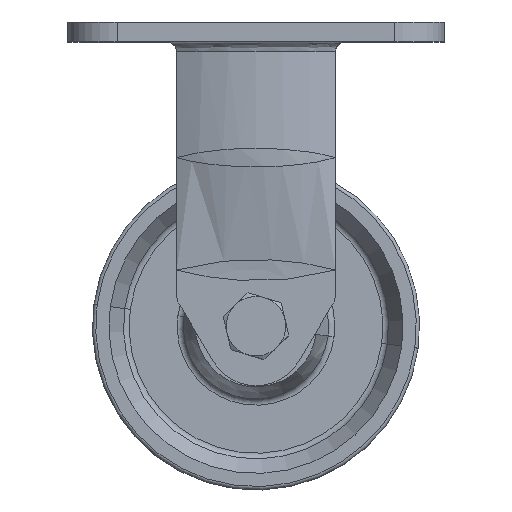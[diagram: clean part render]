
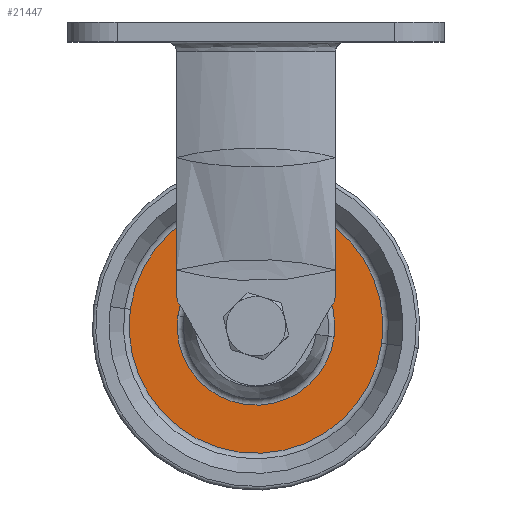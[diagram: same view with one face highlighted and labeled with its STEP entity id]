
A CAD part, top view. The second image highlights one B-rep face of the part: STEP entity #21447.
In plain terms, the highlighted planar face has unit normal (0, 0, 1).
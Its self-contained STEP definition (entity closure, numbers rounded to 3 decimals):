
#2147 = EDGE_CURVE ( 'NONE', #20667, #6700, #4928, .T. ) ;
#2816 = CIRCLE ( 'NONE', #2914, 38.392 ) ;
#2914 = AXIS2_PLACEMENT_3D ( 'NONE', #10963, #7012, #14767 ) ;
#3736 = EDGE_CURVE ( 'NONE', #6700, #20667, #2816, .T. ) ;
#4928 = CIRCLE ( 'NONE', #12265, 38.392 ) ;
#5758 = CIRCLE ( 'NONE', #16254, 23.854 ) ;
#5759 = DIRECTION ( 'NONE',  ( 0.991, -0.134, 0. ) ) ;
#6559 = EDGE_CURVE ( 'NONE', #6994, #11142, #5758, .T. ) ;
#6573 = CARTESIAN_POINT ( 'NONE',  ( -41.4, -32.799, 28.992 ) ) ;
#6700 = VERTEX_POINT ( 'NONE', #20168 ) ;
#6936 = DIRECTION ( 'NONE',  ( 0., 0., 1. ) ) ;
#6994 = VERTEX_POINT ( 'NONE', #19058 ) ;
#7012 = DIRECTION ( 'NONE',  ( 0., 0., 1. ) ) ;
#7125 = PLANE ( 'NONE',  #14843 ) ;
#7842 = CARTESIAN_POINT ( 'NONE',  ( -41.4, -32.799, 28.992 ) ) ;
#8115 = ORIENTED_EDGE ( 'NONE', *, *, #9832, .F. ) ;
#9739 = FACE_OUTER_BOUND ( 'NONE', #12442, .T. ) ;
#9745 = DIRECTION ( 'NONE',  ( 0., 0., 1. ) ) ;
#9832 = EDGE_CURVE ( 'NONE', #11142, #6994, #20207, .T. ) ;
#10963 = CARTESIAN_POINT ( 'NONE',  ( -41.4, -32.799, 28.992 ) ) ;
#11142 = VERTEX_POINT ( 'NONE', #13364 ) ;
#12265 = AXIS2_PLACEMENT_3D ( 'NONE', #18107, #6936, #20181 ) ;
#12442 = EDGE_LOOP ( 'NONE', ( #17599, #23964 ) ) ;
#13364 = CARTESIAN_POINT ( 'NONE',  ( -65.039, -29.604, 28.992 ) ) ;
#13443 = ORIENTED_EDGE ( 'NONE', *, *, #6559, .F. ) ;
#14314 = DIRECTION ( 'NONE',  ( 0., 0., 1. ) ) ;
#14707 = DIRECTION ( 'NONE',  ( 0., 0., -1. ) ) ;
#14767 = DIRECTION ( 'NONE',  ( 0.991, -0.134, 0. ) ) ;
#14843 = AXIS2_PLACEMENT_3D ( 'NONE', #18287, #14707, #24067 ) ;
#16254 = AXIS2_PLACEMENT_3D ( 'NONE', #7842, #9745, #5759 ) ;
#16867 = EDGE_LOOP ( 'NONE', ( #13443, #8115 ) ) ;
#17599 = ORIENTED_EDGE ( 'NONE', *, *, #2147, .T. ) ;
#18107 = CARTESIAN_POINT ( 'NONE',  ( -41.4, -32.799, 28.992 ) ) ;
#18287 = CARTESIAN_POINT ( 'NONE',  ( -41.4, -32.799, 28.992 ) ) ;
#19058 = CARTESIAN_POINT ( 'NONE',  ( -17.761, -35.993, 28.992 ) ) ;
#19162 = AXIS2_PLACEMENT_3D ( 'NONE', #6573, #14314, #19891 ) ;
#19891 = DIRECTION ( 'NONE',  ( 0.991, -0.134, 0. ) ) ;
#20168 = CARTESIAN_POINT ( 'NONE',  ( -79.446, -27.658, 28.992 ) ) ;
#20181 = DIRECTION ( 'NONE',  ( 0.991, -0.134, 0. ) ) ;
#20207 = CIRCLE ( 'NONE', #19162, 23.854 ) ;
#20667 = VERTEX_POINT ( 'NONE', #23224 ) ;
#21447 = ADVANCED_FACE ( 'NONE', ( #21889, #9739 ), #7125, .F. ) ;
#21889 = FACE_BOUND ( 'NONE', #16867, .T. ) ;
#23224 = CARTESIAN_POINT ( 'NONE',  ( -3.354, -37.94, 28.992 ) ) ;
#23964 = ORIENTED_EDGE ( 'NONE', *, *, #3736, .T. ) ;
#24067 = DIRECTION ( 'NONE',  ( -0.991, 0.134, 0. ) ) ;
